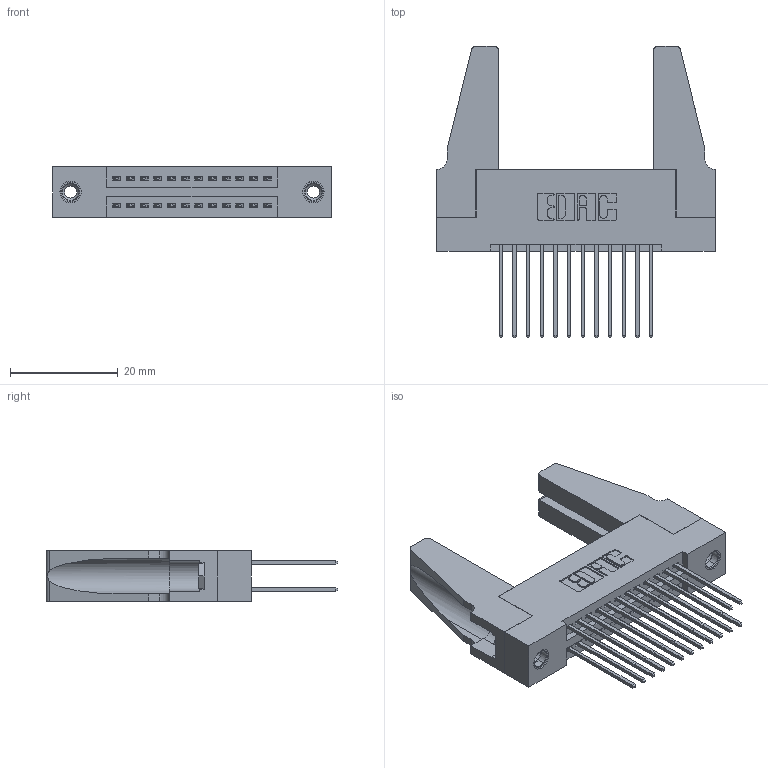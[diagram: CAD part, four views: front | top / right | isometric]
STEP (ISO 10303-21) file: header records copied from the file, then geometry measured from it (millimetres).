
FILE_DESCRIPTION (( 'STEP AP203' ), '1' );
FILE_NAME ('395-024-542-288.STEP', '2019-10-16T16:29:23', ( '' ), ( '' ), 'SwSTEP 2.0', 'SolidWorks 2016', '' );
FILE_SCHEMA (( 'CONFIG_CONTROL_DESIGN' ));
Length unit declared in the file: inch
Products named in the file (5): 345-250-001_345-250-001-102; 345-220-078_345-220-088; 395-024-542-288; 345 Part_Flush Mounting Lugs - 0.156 Dia-TH; 345-292-001_345-293-142
Assembly tree (29 placements, depth 2):
  395-024-542-288
    345 Part_Flush Mounting Lugs - 0.156 Dia-TH
    345-292-001_345-293-142  x24
    345-250-001_345-250-001-102  x2
    345-220-078_345-220-088  x2
Bounding box: 51.71 x 54.15 x 9.4 mm (x, y, z)
Volume: 8109.4 mm3; surface area: 10243.4 mm2
Topology: 29 solids, 29 shells, 1450 faces, 4231 edges, 2778 vertices
Faces by surface type: plane 944, cylinder 490, cone 12, torus 4
Entity records: 15620 total; most frequent: CARTESIAN_POINT 2642, ORIENTED_EDGE 2536, DIRECTION 2372, EDGE_CURVE 1268, VECTOR 1046, LINE 1046, VERTEX_POINT 838, AXIS2_PLACEMENT_3D 663
